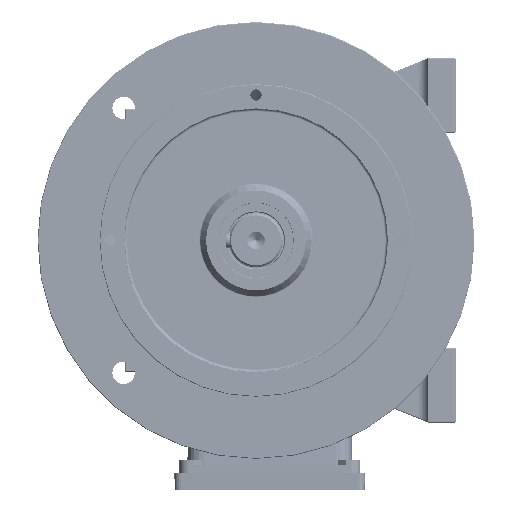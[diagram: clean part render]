
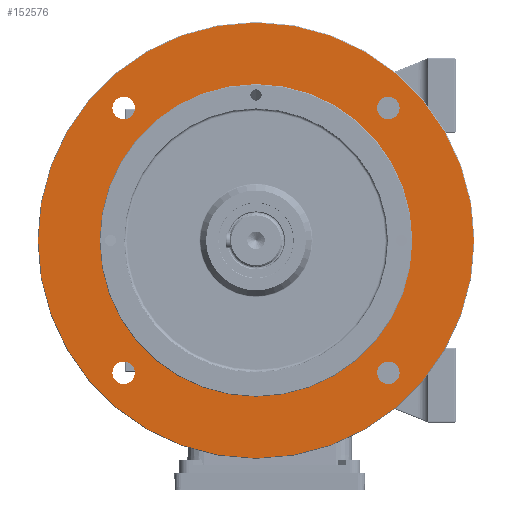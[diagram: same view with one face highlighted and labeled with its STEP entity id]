
A CAD part, left-side view. The second image highlights one B-rep face of the part: STEP entity #152576.
In plain terms, the highlighted face is planar.
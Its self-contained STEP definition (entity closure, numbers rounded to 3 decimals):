
#331 = FACE_BOUND ( 'NONE', #48417, .T. ) ;
#436 = DIRECTION ( 'NONE',  ( 0., 0., -1. ) ) ;
#1666 = ORIENTED_EDGE ( 'NONE', *, *, #11554, .F. ) ;
#4191 = DIRECTION ( 'NONE',  ( 0., 0., -1. ) ) ;
#4720 = EDGE_LOOP ( 'NONE', ( #150532, #102971 ) ) ;
#4875 = CARTESIAN_POINT ( 'NONE',  ( 4., 106.066, 106.066 ) ) ;
#9638 = EDGE_CURVE ( 'NONE', #31431, #94838, #87366, .T. ) ;
#11554 = EDGE_CURVE ( 'NONE', #37733, #13018, #94659, .T. ) ;
#12050 = CIRCLE ( 'NONE', #77623, 9. ) ;
#12107 = EDGE_LOOP ( 'NONE', ( #128782, #19903 ) ) ;
#12592 = EDGE_CURVE ( 'NONE', #94838, #31431, #51276, .T. ) ;
#13018 = VERTEX_POINT ( 'NONE', #30297 ) ;
#14946 = FACE_BOUND ( 'NONE', #4720, .T. ) ;
#18912 = CARTESIAN_POINT ( 'NONE',  ( 4., 106.066, -106.066 ) ) ;
#19485 = DIRECTION ( 'NONE',  ( 0., 0., -1. ) ) ;
#19903 = ORIENTED_EDGE ( 'NONE', *, *, #129466, .F. ) ;
#21720 = AXIS2_PLACEMENT_3D ( 'NONE', #158391, #132021, #118292 ) ;
#24789 = CIRCLE ( 'NONE', #21720, 125.25 ) ;
#25104 = CARTESIAN_POINT ( 'NONE',  ( 4., -106.066, 97.066 ) ) ;
#26192 = DIRECTION ( 'NONE',  ( 1., 0., 0. ) ) ;
#27709 = CARTESIAN_POINT ( 'NONE',  ( 4., -106.066, 106.066 ) ) ;
#28696 = CARTESIAN_POINT ( 'NONE',  ( 4., -106.066, -115.066 ) ) ;
#30297 = CARTESIAN_POINT ( 'NONE',  ( 4., -106.066, -97.066 ) ) ;
#31431 = VERTEX_POINT ( 'NONE', #78715 ) ;
#31552 = FACE_OUTER_BOUND ( 'NONE', #160773, .T. ) ;
#32521 = FACE_BOUND ( 'NONE', #12107, .T. ) ;
#35742 = EDGE_LOOP ( 'NONE', ( #181577, #167427 ) ) ;
#36539 = DIRECTION ( 'NONE',  ( 0., 0., -1. ) ) ;
#37733 = VERTEX_POINT ( 'NONE', #28696 ) ;
#42076 = CARTESIAN_POINT ( 'NONE',  ( 4., 0., -125.25 ) ) ;
#42768 = CIRCLE ( 'NONE', #158246, 9. ) ;
#44127 = VERTEX_POINT ( 'NONE', #42076 ) ;
#44379 = CARTESIAN_POINT ( 'NONE',  ( 4., -106.066, -106.066 ) ) ;
#48174 = CIRCLE ( 'NONE', #135654, 9. ) ;
#48271 = DIRECTION ( 'NONE',  ( 1., 0., 0. ) ) ;
#48417 = EDGE_LOOP ( 'NONE', ( #124101, #1666 ) ) ;
#50156 = EDGE_CURVE ( 'NONE', #13018, #37733, #48174, .T. ) ;
#51276 = CIRCLE ( 'NONE', #76234, 174.5 ) ;
#52917 = VERTEX_POINT ( 'NONE', #89691 ) ;
#53138 = DIRECTION ( 'NONE',  ( 1., 0., 0. ) ) ;
#59016 = DIRECTION ( 'NONE',  ( 1., 0., 0. ) ) ;
#63155 = DIRECTION ( 'NONE',  ( 0., 0., -1. ) ) ;
#63893 = DIRECTION ( 'NONE',  ( 1., 0., 0. ) ) ;
#70647 = AXIS2_PLACEMENT_3D ( 'NONE', #76499, #182915, #4191 ) ;
#71718 = AXIS2_PLACEMENT_3D ( 'NONE', #183292, #80707, #94441 ) ;
#76234 = AXIS2_PLACEMENT_3D ( 'NONE', #170367, #53138, #36539 ) ;
#76499 = CARTESIAN_POINT ( 'NONE',  ( 4., 175., 0. ) ) ;
#77623 = AXIS2_PLACEMENT_3D ( 'NONE', #169211, #155506, #180973 ) ;
#77817 = CARTESIAN_POINT ( 'NONE',  ( 4., 0., 0. ) ) ;
#78550 = DIRECTION ( 'NONE',  ( 0., 0., -1. ) ) ;
#78715 = CARTESIAN_POINT ( 'NONE',  ( 4., 0., -174.5 ) ) ;
#80707 = DIRECTION ( 'NONE',  ( 1., 0., 0. ) ) ;
#82549 = CIRCLE ( 'NONE', #191719, 9. ) ;
#85696 = VERTEX_POINT ( 'NONE', #123767 ) ;
#87366 = CIRCLE ( 'NONE', #171601, 174.5 ) ;
#88322 = CARTESIAN_POINT ( 'NONE',  ( 4., 0., 0. ) ) ;
#88954 = ORIENTED_EDGE ( 'NONE', *, *, #9638, .T. ) ;
#89691 = CARTESIAN_POINT ( 'NONE',  ( 4., 0., 125.25 ) ) ;
#89909 = DIRECTION ( 'NONE',  ( 1., 0., 0. ) ) ;
#92610 = CIRCLE ( 'NONE', #133222, 125.25 ) ;
#92767 = ORIENTED_EDGE ( 'NONE', *, *, #119031, .F. ) ;
#93261 = ORIENTED_EDGE ( 'NONE', *, *, #144845, .F. ) ;
#93503 = EDGE_LOOP ( 'NONE', ( #92767, #93261 ) ) ;
#94441 = DIRECTION ( 'NONE',  ( 0., 0., -1. ) ) ;
#94659 = CIRCLE ( 'NONE', #116567, 9. ) ;
#94827 = ORIENTED_EDGE ( 'NONE', *, *, #12592, .T. ) ;
#94838 = VERTEX_POINT ( 'NONE', #183675 ) ;
#97072 = AXIS2_PLACEMENT_3D ( 'NONE', #4875, #89909, #19485 ) ;
#100493 = CARTESIAN_POINT ( 'NONE',  ( 4., 106.066, 106.066 ) ) ;
#102573 = DIRECTION ( 'NONE',  ( -1., 0., 0. ) ) ;
#102971 = ORIENTED_EDGE ( 'NONE', *, *, #174326, .F. ) ;
#103868 = VERTEX_POINT ( 'NONE', #168285 ) ;
#116567 = AXIS2_PLACEMENT_3D ( 'NONE', #138185, #63893, #124495 ) ;
#117660 = EDGE_CURVE ( 'NONE', #103868, #130104, #140368, .T. ) ;
#118288 = CARTESIAN_POINT ( 'NONE',  ( 4., 106.066, 115.066 ) ) ;
#118292 = DIRECTION ( 'NONE',  ( 0., 0., -1. ) ) ;
#118632 = DIRECTION ( 'NONE',  ( 0., 0., -1. ) ) ;
#119018 = CIRCLE ( 'NONE', #184371, 9. ) ;
#119031 = EDGE_CURVE ( 'NONE', #146311, #155284, #119018, .T. ) ;
#119538 = PLANE ( 'NONE',  #70647 ) ;
#123368 = FACE_BOUND ( 'NONE', #93503, .T. ) ;
#123767 = CARTESIAN_POINT ( 'NONE',  ( 4., 106.066, -97.066 ) ) ;
#124101 = ORIENTED_EDGE ( 'NONE', *, *, #50156, .F. ) ;
#124495 = DIRECTION ( 'NONE',  ( 0., 0., -1. ) ) ;
#124877 = EDGE_CURVE ( 'NONE', #85696, #139241, #82549, .T. ) ;
#128782 = ORIENTED_EDGE ( 'NONE', *, *, #117660, .F. ) ;
#129466 = EDGE_CURVE ( 'NONE', #130104, #103868, #42768, .T. ) ;
#130104 = VERTEX_POINT ( 'NONE', #25104 ) ;
#131351 = DIRECTION ( 'NONE',  ( 1., 0., 0. ) ) ;
#132021 = DIRECTION ( 'NONE',  ( -1., 0., 0. ) ) ;
#133222 = AXIS2_PLACEMENT_3D ( 'NONE', #77817, #102573, #63155 ) ;
#134310 = DIRECTION ( 'NONE',  ( 1., 0., 0. ) ) ;
#135654 = AXIS2_PLACEMENT_3D ( 'NONE', #44379, #134310, #436 ) ;
#138185 = CARTESIAN_POINT ( 'NONE',  ( 4., -106.066, -106.066 ) ) ;
#139241 = VERTEX_POINT ( 'NONE', #187854 ) ;
#140368 = CIRCLE ( 'NONE', #71718, 9. ) ;
#144845 = EDGE_CURVE ( 'NONE', #155284, #146311, #168752, .T. ) ;
#145008 = DIRECTION ( 'NONE',  ( 0., 0., -1. ) ) ;
#146311 = VERTEX_POINT ( 'NONE', #118288 ) ;
#150532 = ORIENTED_EDGE ( 'NONE', *, *, #124877, .F. ) ;
#150772 = FACE_BOUND ( 'NONE', #35742, .T. ) ;
#152576 = ADVANCED_FACE ( 'NONE', ( #123368, #32521, #331, #14946, #150772, #31552 ), #119538, .T. ) ;
#155284 = VERTEX_POINT ( 'NONE', #161153 ) ;
#155506 = DIRECTION ( 'NONE',  ( 1., 0., 0. ) ) ;
#158246 = AXIS2_PLACEMENT_3D ( 'NONE', #27709, #131351, #145008 ) ;
#158391 = CARTESIAN_POINT ( 'NONE',  ( 4., 0., 0. ) ) ;
#160773 = EDGE_LOOP ( 'NONE', ( #94827, #88954 ) ) ;
#160953 = EDGE_CURVE ( 'NONE', #44127, #52917, #92610, .T. ) ;
#161153 = CARTESIAN_POINT ( 'NONE',  ( 4., 106.066, 97.066 ) ) ;
#163956 = EDGE_CURVE ( 'NONE', #52917, #44127, #24789, .T. ) ;
#167427 = ORIENTED_EDGE ( 'NONE', *, *, #160953, .T. ) ;
#168285 = CARTESIAN_POINT ( 'NONE',  ( 4., -106.066, 115.066 ) ) ;
#168752 = CIRCLE ( 'NONE', #97072, 9. ) ;
#169211 = CARTESIAN_POINT ( 'NONE',  ( 4., 106.066, -106.066 ) ) ;
#170367 = CARTESIAN_POINT ( 'NONE',  ( 4., 0., 0. ) ) ;
#171601 = AXIS2_PLACEMENT_3D ( 'NONE', #88322, #59016, #118632 ) ;
#173707 = DIRECTION ( 'NONE',  ( 0., 0., -1. ) ) ;
#174326 = EDGE_CURVE ( 'NONE', #139241, #85696, #12050, .T. ) ;
#180973 = DIRECTION ( 'NONE',  ( 0., 0., -1. ) ) ;
#181577 = ORIENTED_EDGE ( 'NONE', *, *, #163956, .T. ) ;
#182915 = DIRECTION ( 'NONE',  ( 1., 0., 0. ) ) ;
#183292 = CARTESIAN_POINT ( 'NONE',  ( 4., -106.066, 106.066 ) ) ;
#183675 = CARTESIAN_POINT ( 'NONE',  ( 4., 0., 174.5 ) ) ;
#184371 = AXIS2_PLACEMENT_3D ( 'NONE', #100493, #26192, #173707 ) ;
#187854 = CARTESIAN_POINT ( 'NONE',  ( 4., 106.066, -115.066 ) ) ;
#191719 = AXIS2_PLACEMENT_3D ( 'NONE', #18912, #48271, #78550 ) ;
